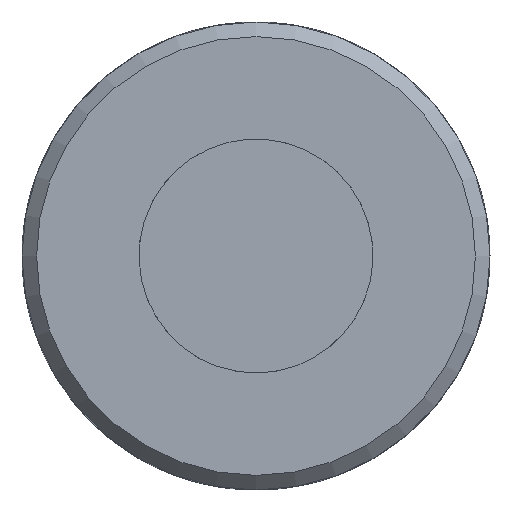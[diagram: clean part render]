
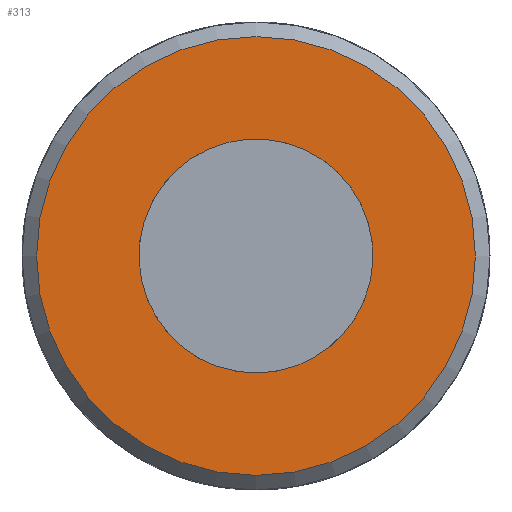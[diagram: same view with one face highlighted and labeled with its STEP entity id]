
A CAD part, left-side view. The second image highlights one B-rep face of the part: STEP entity #313.
In plain terms, the highlighted planar face has unit normal (-1, 0, 0).
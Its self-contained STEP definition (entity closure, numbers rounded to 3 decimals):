
#313 = ADVANCED_FACE( '', ( #610, #611 ), #612, .F. );
#610 = FACE_OUTER_BOUND( '', #890, .T. );
#611 = FACE_BOUND( '', #891, .T. );
#612 = PLANE( '', #892 );
#890 = EDGE_LOOP( '', ( #1433 ) );
#891 = EDGE_LOOP( '', ( #1434 ) );
#892 = AXIS2_PLACEMENT_3D( '', #1435, #1436, #1437 );
#1433 = ORIENTED_EDGE( '', *, *, #1691, .F. );
#1434 = ORIENTED_EDGE( '', *, *, #1507, .T. );
#1435 = CARTESIAN_POINT( '', ( 0., 0., 0. ) );
#1436 = DIRECTION( '', ( 1., 0., 0. ) );
#1437 = DIRECTION( '', ( 0., 0., -1. ) );
#1507 = EDGE_CURVE( '', #1721, #1721, #1722, .T. );
#1691 = EDGE_CURVE( '', #2005, #2005, #2006, .T. );
#1721 = VERTEX_POINT( '', #2039 );
#1722 = CIRCLE( '', #2040, 8. );
#2005 = VERTEX_POINT( '', #3267 );
#2006 = CIRCLE( '', #3268, 15. );
#2039 = CARTESIAN_POINT( '', ( 0., 0., -8. ) );
#2040 = AXIS2_PLACEMENT_3D( '', #3459, #3460, #3461 );
#3267 = CARTESIAN_POINT( '', ( 0., 0., -15. ) );
#3268 = AXIS2_PLACEMENT_3D( '', #3654, #3655, #3656 );
#3459 = CARTESIAN_POINT( '', ( 0., 0., 0. ) );
#3460 = DIRECTION( '', ( 1., 0., 0. ) );
#3461 = DIRECTION( '', ( 0., 0., -1. ) );
#3654 = CARTESIAN_POINT( '', ( 0., 0., 0. ) );
#3655 = DIRECTION( '', ( 1., 0., 0. ) );
#3656 = DIRECTION( '', ( 0., 0., -1. ) );
